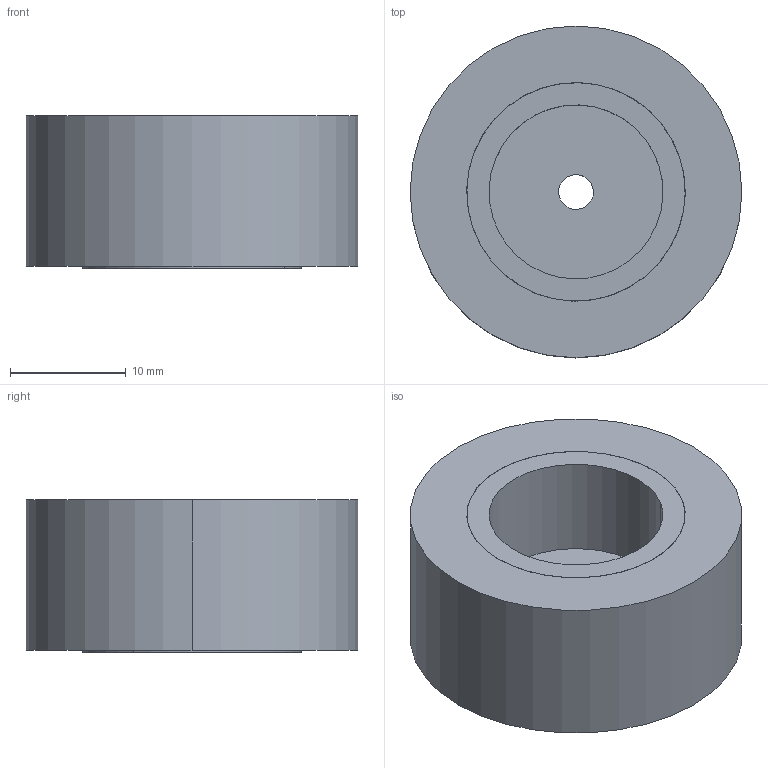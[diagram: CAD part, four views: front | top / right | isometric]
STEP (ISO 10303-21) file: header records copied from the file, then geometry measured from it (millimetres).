
FILE_DESCRIPTION (( 'STEP AP203' ), '1' );
FILE_NAME ('solarbotics wheel 2wi.STEP', '2025-03-07T12:16:35', ( '' ), ( '' ), 'SwSTEP 2.0', 'SolidWorks 2023', '' );
FILE_SCHEMA (( 'CONFIG_CONTROL_DESIGN' ));
Length unit declared in the file: inch
Products named in the file (4): opona solarbotics.STEP; koBo_solarbotics.STEP; felga_solarbotics.STEP; solarbotics wheel 2wi
Assembly tree (3 placements, depth 3):
  solarbotics wheel 2wi
    koBo_solarbotics.STEP
      opona solarbotics.STEP
      felga_solarbotics.STEP
Bounding box: 28.6 x 28.6 x 13.12 mm (x, y, z)
Volume: 6698.9 mm3; surface area: 5102.4 mm2
Topology: 2 solids, 2 shells, 43 faces, 92 edges, 60 vertices
Faces by surface type: cylinder 30, plane 13
Entity records: 1874 total; most frequent: CARTESIAN_POINT 462, DIRECTION 238, ORIENTED_EDGE 184, AXIS2_PLACEMENT_3D 104, EDGE_CURVE 92, VERTEX_POINT 60, EDGE_LOOP 58, CIRCLE 54
